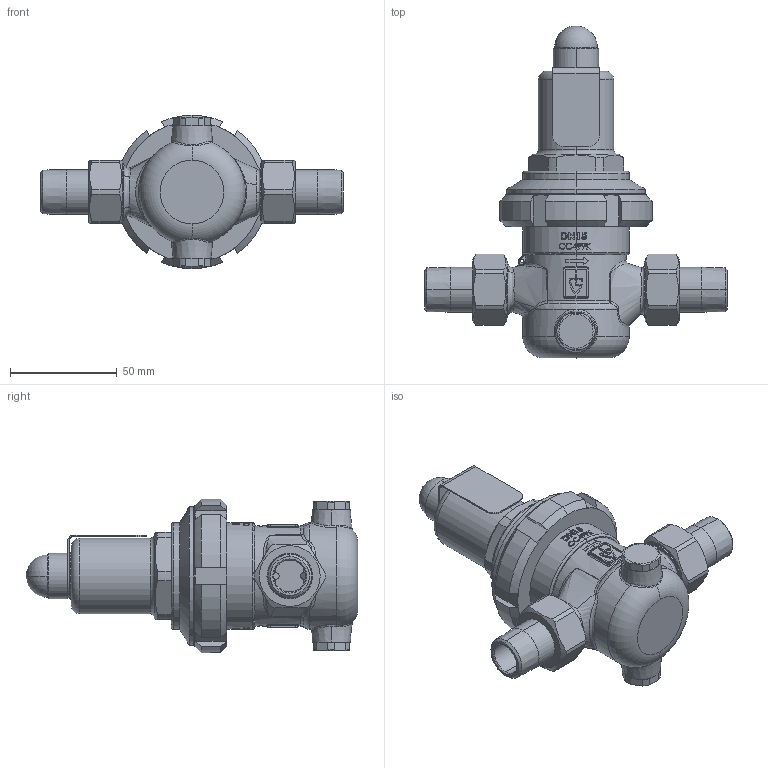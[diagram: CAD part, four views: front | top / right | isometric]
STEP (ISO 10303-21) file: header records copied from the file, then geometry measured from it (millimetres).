
FILE_DESCRIPTION (( 'STEP AP214' ), '1' );
FILE_NAME ('681 LP 15 Dummy.STEP', '2012-06-27T11:42:52', ( 'Blankenhorn' ), ( '' ), 'SwSTEP 2.0', 'SolidWorks 2011', '' );
FILE_SCHEMA (( 'AUTOMOTIVE_DESIGN' ));
Length unit declared in the file: millimetre
Products named in the file (1): 681 LP 15 Dummy
Bounding box: 142 x 155.8 x 72 mm (x, y, z)
Volume: 148998.5 mm3; surface area: 90681 mm2
Topology: 14 solids, 14 shells, 1085 faces, 2746 edges, 1739 vertices
Faces by surface type: plane 383, cylinder 279, bspline 216, cone 133, torus 58, sphere 16
Entity records: 59966 total; most frequent: CARTESIAN_POINT 23448, ORIENTED_EDGE 5462, DIRECTION 4609, EDGE_CURVE 2731, AXIS2_PLACEMENT_3D 1786, VERTEX_POINT 1736, EDGE_LOOP 1179, UNCERTAINTY_MEASURE_WITH_UNIT 1101
